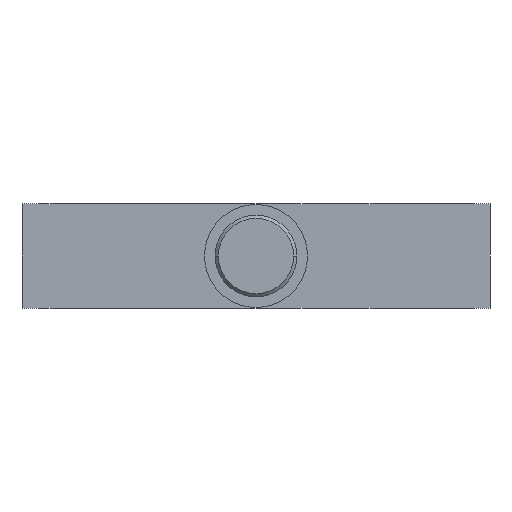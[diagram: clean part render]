
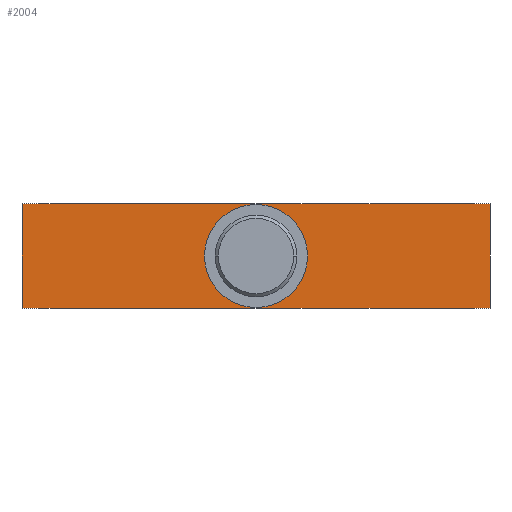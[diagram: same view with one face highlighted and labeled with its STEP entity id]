
A CAD part, left-side view. The second image highlights one B-rep face of the part: STEP entity #2004.
In plain terms, the highlighted planar face has unit normal (-1, 0, 0).
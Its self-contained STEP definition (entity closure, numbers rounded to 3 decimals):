
#55 = CARTESIAN_POINT ( 'NONE',  ( -77.5, -71.5, -16. ) ) ;
#56 = DIRECTION ( 'NONE',  ( 0., -1., 0. ) ) ;
#76 = CARTESIAN_POINT ( 'NONE',  ( -77.5, -71.5, 16. ) ) ;
#146 = DIRECTION ( 'NONE',  ( 0., 0., -1. ) ) ;
#236 = CARTESIAN_POINT ( 'NONE',  ( -77.5, -71.5, -16. ) ) ;
#242 = CARTESIAN_POINT ( 'NONE',  ( -77.5, -15.75, 0. ) ) ;
#275 = CARTESIAN_POINT ( 'NONE',  ( -77.5, 0., 0. ) ) ;
#286 = CARTESIAN_POINT ( 'NONE',  ( -77.5, -71.5, 16. ) ) ;
#295 = CARTESIAN_POINT ( 'NONE',  ( -77.5, 71.5, 16. ) ) ;
#434 = DIRECTION ( 'NONE',  ( 0., 1., 0. ) ) ;
#501 = CARTESIAN_POINT ( 'NONE',  ( -77.5, -71.5, 16. ) ) ;
#508 = DIRECTION ( 'NONE',  ( 0., -1., 0. ) ) ;
#513 = DIRECTION ( 'NONE',  ( 0., 0., -1. ) ) ;
#530 = CARTESIAN_POINT ( 'NONE',  ( -77.5, -71.5, 16. ) ) ;
#599 = DIRECTION ( 'NONE',  ( 1., 0., 0. ) ) ;
#630 = CARTESIAN_POINT ( 'NONE',  ( -77.5, 71.5, 16. ) ) ;
#827 = CARTESIAN_POINT ( 'NONE',  ( -77.5, 71.5, -16. ) ) ;
#831 = CARTESIAN_POINT ( 'NONE',  ( -77.5, 15.75, 0. ) ) ;
#836 = PLANE ( 'NONE',  #1181 ) ;
#1026 = DIRECTION ( 'NONE',  ( 1., 0., 0. ) ) ;
#1027 = DIRECTION ( 'NONE',  ( 0., 0., -1. ) ) ;
#1047 = ORIENTED_EDGE ( 'NONE', *, *, #1321, .T. ) ;
#1056 = ORIENTED_EDGE ( 'NONE', *, *, #1361, .F. ) ;
#1075 = ORIENTED_EDGE ( 'NONE', *, *, #1243, .T. ) ;
#1102 = ORIENTED_EDGE ( 'NONE', *, *, #1385, .T. ) ;
#1104 = ORIENTED_EDGE ( 'NONE', *, *, #1368, .T. ) ;
#1117 = ORIENTED_EDGE ( 'NONE', *, *, #1363, .F. ) ;
#1166 = AXIS2_PLACEMENT_3D ( 'NONE', #275, #599, #434 ) ;
#1181 = AXIS2_PLACEMENT_3D ( 'NONE', #501, #1026, #1027 ) ;
#1210 = AXIS2_PLACEMENT_3D ( 'NONE', #2311, #2334, #2301 ) ;
#1243 = EDGE_CURVE ( 'NONE', #2100, #2267, #1679, .T. ) ;
#1321 = EDGE_CURVE ( 'NONE', #2267, #2100, #1719, .T. ) ;
#1361 = EDGE_CURVE ( 'NONE', #2156, #2149, #1759, .T. ) ;
#1363 = EDGE_CURVE ( 'NONE', #2149, #2167, #1769, .T. ) ;
#1368 = EDGE_CURVE ( 'NONE', #2156, #2069, #1763, .T. ) ;
#1385 = EDGE_CURVE ( 'NONE', #2069, #2167, #1786, .T. ) ;
#1543 = EDGE_LOOP ( 'NONE', ( #1075, #1047 ) ) ;
#1638 = EDGE_LOOP ( 'NONE', ( #1102, #1117, #1056, #1104 ) ) ;
#1679 = CIRCLE ( 'NONE', #1210, 15.75 ) ;
#1719 = CIRCLE ( 'NONE', #1166, 15.75 ) ;
#1757 = VECTOR ( 'NONE', #508, 1000. ) ;
#1759 = LINE ( 'NONE', #76, #1757 ) ;
#1763 = LINE ( 'NONE', #630, #1775 ) ;
#1769 = LINE ( 'NONE', #530, #1770 ) ;
#1770 = VECTOR ( 'NONE', #513, 1000. ) ;
#1775 = VECTOR ( 'NONE', #146, 1000. ) ;
#1786 = LINE ( 'NONE', #55, #1790 ) ;
#1790 = VECTOR ( 'NONE', #56, 1000. ) ;
#1809 = FACE_BOUND ( 'NONE', #1543, .T. ) ;
#1812 = FACE_OUTER_BOUND ( 'NONE', #1638, .T. ) ;
#2004 = ADVANCED_FACE ( 'NONE', ( #1809, #1812 ), #836, .F. ) ;
#2069 = VERTEX_POINT ( 'NONE', #827 ) ;
#2100 = VERTEX_POINT ( 'NONE', #831 ) ;
#2149 = VERTEX_POINT ( 'NONE', #286 ) ;
#2156 = VERTEX_POINT ( 'NONE', #295 ) ;
#2167 = VERTEX_POINT ( 'NONE', #236 ) ;
#2267 = VERTEX_POINT ( 'NONE', #242 ) ;
#2301 = DIRECTION ( 'NONE',  ( 0., 1., 0. ) ) ;
#2311 = CARTESIAN_POINT ( 'NONE',  ( -77.5, 0., 0. ) ) ;
#2334 = DIRECTION ( 'NONE',  ( 1., 0., 0. ) ) ;
